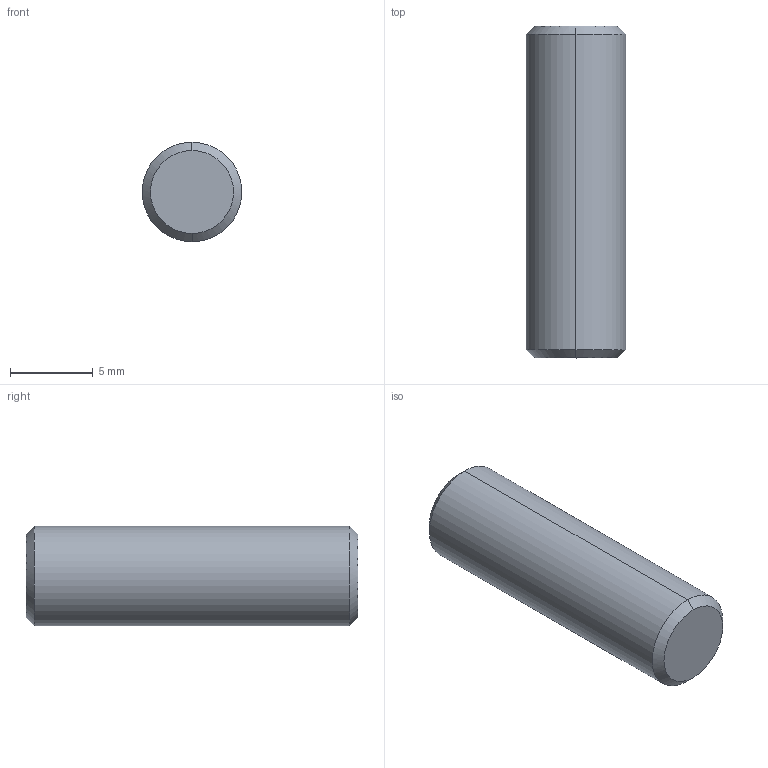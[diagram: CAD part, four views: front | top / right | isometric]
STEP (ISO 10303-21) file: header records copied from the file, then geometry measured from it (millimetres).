
FILE_DESCRIPTION(('FreeCAD Model'),'2;1');
FILE_NAME('Part1 01.stp','2016-01-27T22:40:52',('FreeCAD'),('FreeCAD'), 'Open CASCADE STEP processor 6.8','FreeCAD','Unknown');
FILE_SCHEMA(('AUTOMOTIVE_DESIGN_CC2 { 1 2 10303 214 -1 1 5 4 }'));
Length unit declared in the file: millimetre
Products named in the file (1): Open CASCADE STEP translator 6.8 110
Bounding box: 5.99 x 20 x 6 mm (x, y, z)
Volume: 561 mm3; surface area: 422.4 mm2
Topology: 1 solids, 1 shells, 8 faces, 14 edges, 8 vertices
Faces by surface type: bspline 6, plane 2
Entity records: 942 total; most frequent: CARTESIAN_POINT 743, B_SPLINE_CURVE_WITH_KNOTS 30, ORIENTED_EDGE 28, PCURVE 28, DEFINITIONAL_REPRESENTATION 28, EDGE_CURVE 14, SURFACE_CURVE 14, ADVANCED_FACE 8
